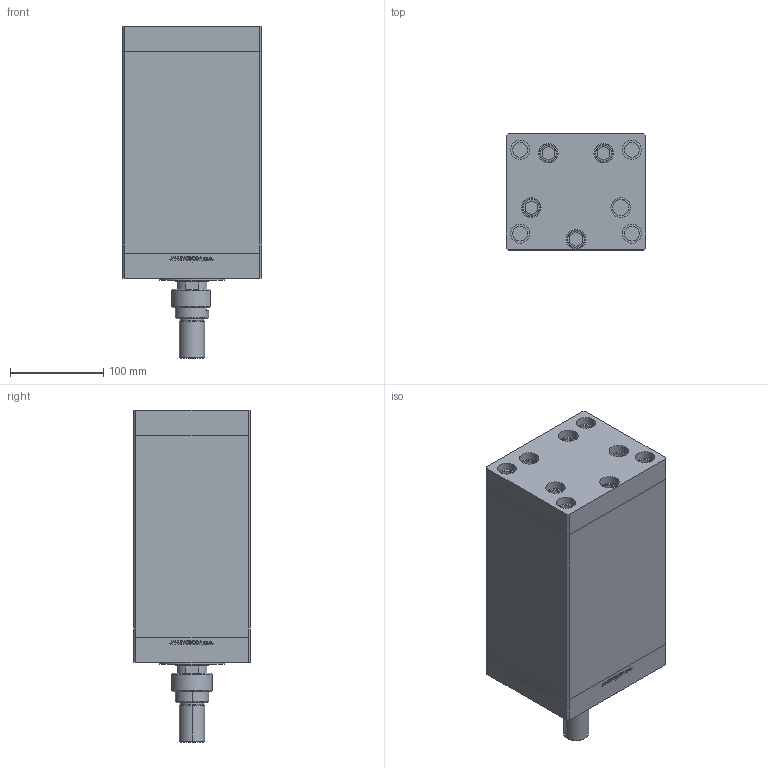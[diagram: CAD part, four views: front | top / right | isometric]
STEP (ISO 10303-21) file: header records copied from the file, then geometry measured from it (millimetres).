
FILE_DESCRIPTION (( 'STEP AP203' ), '1' );
FILE_NAME ('07e8.STEP', '2024-01-08T23:13:02', ( '' ), ( '' ), 'SwSTEP 2.0', 'SolidWorks 2019', '' );
FILE_SCHEMA (( 'CONFIG_CONTROL_DESIGN' ));
Length unit declared in the file: millimetre
Products named in the file (8): V220C_VC_C 3e4bf6cce2e2b8b1198a112f00033b06; V220C_C MIDDLE 3e4bf6cce2e2b8b1198a112f00033b06; 07e8; V220C BACK_C 3e4bf6cce2e2b8b1198a112f00033b06; ALLEN BOLT 3e4bf6cce2e2b8b1198a112f00033b06; FEMALE_PART_FOR_DFA 3e4bf6cce2e2b8b1198a112f00033b06; DFA 3e4bf6cce2e2b8b1198a112f00033b06; V220C FRONT 3e4bf6cce2e2b8b1198a112f00033b06
Assembly tree (15 placements, depth 3):
  07e8
    ALLEN BOLT 3e4bf6cce2e2b8b1198a112f00033b06  x9
    V220C_C MIDDLE 3e4bf6cce2e2b8b1198a112f00033b06
    V220C FRONT 3e4bf6cce2e2b8b1198a112f00033b06
    V220C_VC_C 3e4bf6cce2e2b8b1198a112f00033b06
    V220C BACK_C 3e4bf6cce2e2b8b1198a112f00033b06
    DFA 3e4bf6cce2e2b8b1198a112f00033b06
      FEMALE_PART_FOR_DFA 3e4bf6cce2e2b8b1198a112f00033b06
Bounding box: 150 x 125 x 356.8 mm (x, y, z)
Volume: 4177381.8 mm3; surface area: 462188.1 mm2
Topology: 14 solids, 14 shells, 1196 faces, 2951 edges, 1933 vertices
Faces by surface type: plane 554, bspline 380, cylinder 168, cone 54, torus 40
Entity records: 50121 total; most frequent: CARTESIAN_POINT 26695, ORIENTED_EDGE 5162, DIRECTION 3435, EDGE_CURVE 2581, VERTEX_POINT 1709, VECTOR 1497, LINE 1497, EDGE_LOOP 1196
